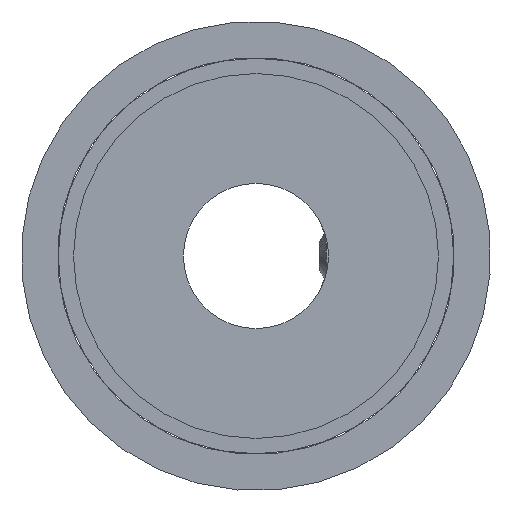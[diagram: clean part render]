
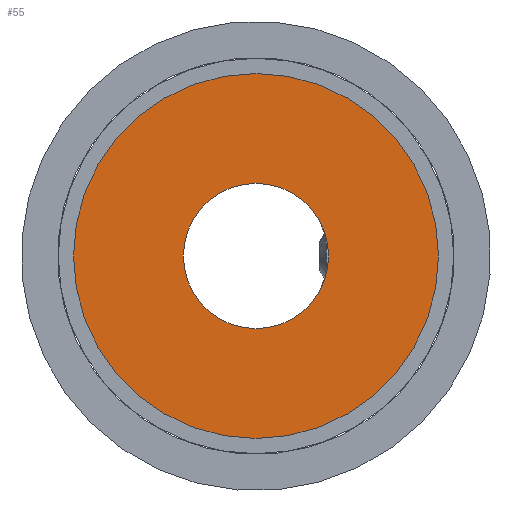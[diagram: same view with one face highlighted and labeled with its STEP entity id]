
A CAD part, left-side view. The second image highlights one B-rep face of the part: STEP entity #55.
In plain terms, the highlighted planar face has unit normal (-1, 0, 0).
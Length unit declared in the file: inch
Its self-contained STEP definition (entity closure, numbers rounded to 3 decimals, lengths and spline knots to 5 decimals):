
#30 = DIRECTION ( 'NONE',  ( 0., 0., -1. ) ) ;
#31 = EDGE_CURVE ( 'NONE', #671, #177, #551, .T. ) ;
#52 = CARTESIAN_POINT ( 'NONE',  ( -0.22936, 0., 0. ) ) ;
#55 = ADVANCED_FACE ( 'NONE', ( #127, #1067 ), #1302, .T. ) ;
#90 = AXIS2_PLACEMENT_3D ( 'NONE', #1237, #804, #207 ) ;
#127 = FACE_BOUND ( 'NONE', #146, .T. ) ;
#146 = EDGE_LOOP ( 'NONE', ( #868, #883 ) ) ;
#166 = DIRECTION ( 'NONE',  ( -1., 0., 0. ) ) ;
#177 = VERTEX_POINT ( 'NONE', #1031 ) ;
#178 = VERTEX_POINT ( 'NONE', #428 ) ;
#207 = DIRECTION ( 'NONE',  ( 0., 0., -1. ) ) ;
#217 = ORIENTED_EDGE ( 'NONE', *, *, #893, .F. ) ;
#218 = DIRECTION ( 'NONE',  ( 1., 0., 0. ) ) ;
#255 = CIRCLE ( 'NONE', #514, 0.39332 ) ;
#266 = DIRECTION ( 'NONE',  ( 1., 0., 0. ) ) ;
#316 = CARTESIAN_POINT ( 'NONE',  ( -0.22936, 0., 0. ) ) ;
#328 = AXIS2_PLACEMENT_3D ( 'NONE', #52, #266, #974 ) ;
#362 = DIRECTION ( 'NONE',  ( 1., 0., 0. ) ) ;
#416 = EDGE_CURVE ( 'NONE', #1297, #178, #255, .T. ) ;
#418 = AXIS2_PLACEMENT_3D ( 'NONE', #316, #218, #1040 ) ;
#428 = CARTESIAN_POINT ( 'NONE',  ( -0.22936, 0., 0.39332 ) ) ;
#458 = AXIS2_PLACEMENT_3D ( 'NONE', #771, #166, #480 ) ;
#480 = DIRECTION ( 'NONE',  ( 0., 0., 1. ) ) ;
#514 = AXIS2_PLACEMENT_3D ( 'NONE', #865, #362, #30 ) ;
#551 = CIRCLE ( 'NONE', #328, 0.1565 ) ;
#580 = CARTESIAN_POINT ( 'NONE',  ( -0.22936, 0., -0.39332 ) ) ;
#666 = EDGE_LOOP ( 'NONE', ( #1234, #217 ) ) ;
#671 = VERTEX_POINT ( 'NONE', #1095 ) ;
#771 = CARTESIAN_POINT ( 'NONE',  ( -0.22936, 0.39332, 0. ) ) ;
#774 = CIRCLE ( 'NONE', #90, 0.39332 ) ;
#804 = DIRECTION ( 'NONE',  ( 1., 0., 0. ) ) ;
#865 = CARTESIAN_POINT ( 'NONE',  ( -0.22936, 0., 0. ) ) ;
#868 = ORIENTED_EDGE ( 'NONE', *, *, #31, .T. ) ;
#883 = ORIENTED_EDGE ( 'NONE', *, *, #1044, .T. ) ;
#893 = EDGE_CURVE ( 'NONE', #178, #1297, #774, .T. ) ;
#974 = DIRECTION ( 'NONE',  ( 0., 0., -1. ) ) ;
#1031 = CARTESIAN_POINT ( 'NONE',  ( -0.22936, 0., 0.1565 ) ) ;
#1040 = DIRECTION ( 'NONE',  ( 0., 0., -1. ) ) ;
#1044 = EDGE_CURVE ( 'NONE', #177, #671, #1257, .T. ) ;
#1067 = FACE_OUTER_BOUND ( 'NONE', #666, .T. ) ;
#1095 = CARTESIAN_POINT ( 'NONE',  ( -0.22936, 0., -0.1565 ) ) ;
#1234 = ORIENTED_EDGE ( 'NONE', *, *, #416, .F. ) ;
#1237 = CARTESIAN_POINT ( 'NONE',  ( -0.22936, 0., 0. ) ) ;
#1257 = CIRCLE ( 'NONE', #418, 0.1565 ) ;
#1297 = VERTEX_POINT ( 'NONE', #580 ) ;
#1302 = PLANE ( 'NONE',  #458 ) ;
